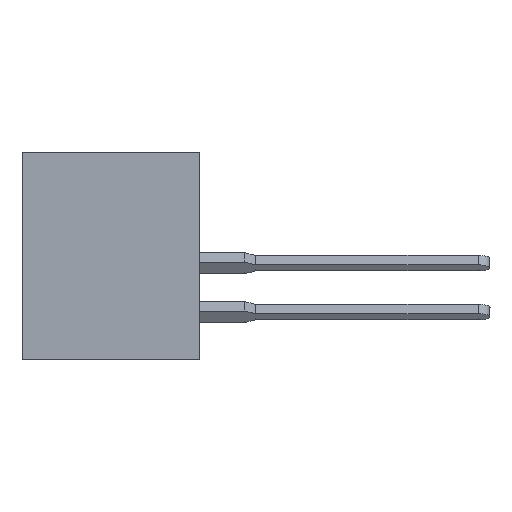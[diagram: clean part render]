
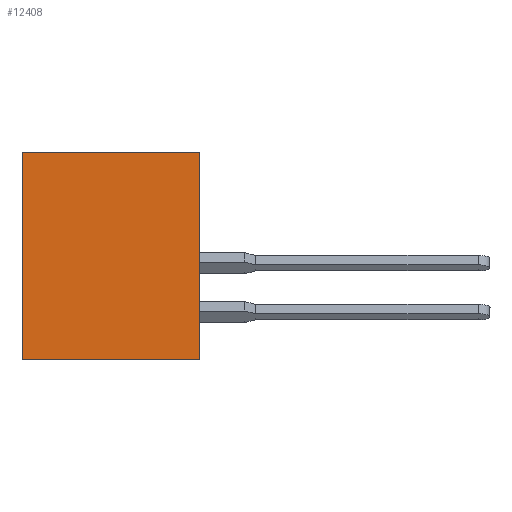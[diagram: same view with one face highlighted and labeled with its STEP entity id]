
A CAD part, left-side view. The second image highlights one B-rep face of the part: STEP entity #12408.
In plain terms, the highlighted planar face has unit normal (-1, 0, 0).
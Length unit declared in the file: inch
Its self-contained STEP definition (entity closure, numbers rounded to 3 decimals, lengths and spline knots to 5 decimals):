
#1052 = CARTESIAN_POINT ( 'NONE',  ( 0., 0.453, 0. ) ) ;
#1507 = DIRECTION ( 'NONE',  ( 0., -1., 0. ) ) ;
#2045 = VECTOR ( 'NONE', #16181, 39.37008 ) ;
#2693 = ORIENTED_EDGE ( 'NONE', *, *, #26205, .T. ) ;
#3625 = CARTESIAN_POINT ( 'NONE',  ( 0., 0.453, 0. ) ) ;
#3838 = CARTESIAN_POINT ( 'NONE',  ( 0., 0.453, -0.531 ) ) ;
#4137 = VECTOR ( 'NONE', #26987, 39.37008 ) ;
#4966 = LINE ( 'NONE', #3625, #2045 ) ;
#8501 = AXIS2_PLACEMENT_3D ( 'NONE', #22974, #18336, #12047 ) ;
#8622 = EDGE_CURVE ( 'NONE', #15448, #11734, #26154, .T. ) ;
#10061 = VECTOR ( 'NONE', #1507, 39.37008 ) ;
#10181 = DIRECTION ( 'NONE',  ( 0., 0., 1. ) ) ;
#10206 = FACE_OUTER_BOUND ( 'NONE', #11416, .T. ) ;
#10529 = CARTESIAN_POINT ( 'NONE',  ( 0., 0.453, 0. ) ) ;
#11153 = EDGE_CURVE ( 'NONE', #17860, #11734, #21291, .T. ) ;
#11416 = EDGE_LOOP ( 'NONE', ( #12609, #21377, #20932, #2693 ) ) ;
#11734 = VERTEX_POINT ( 'NONE', #22530 ) ;
#12047 = DIRECTION ( 'NONE',  ( 0., 0., -1. ) ) ;
#12408 = ADVANCED_FACE ( 'NONE', ( #10206 ), #16393, .F. ) ;
#12609 = ORIENTED_EDGE ( 'NONE', *, *, #8622, .T. ) ;
#13760 = CARTESIAN_POINT ( 'NONE',  ( 0., 0.453, -0.531 ) ) ;
#15448 = VERTEX_POINT ( 'NONE', #26285 ) ;
#16181 = DIRECTION ( 'NONE',  ( 0., 0., 1. ) ) ;
#16393 = PLANE ( 'NONE',  #8501 ) ;
#16535 = EDGE_CURVE ( 'NONE', #24792, #17860, #4966, .T. ) ;
#17860 = VERTEX_POINT ( 'NONE', #10529 ) ;
#18021 = CARTESIAN_POINT ( 'NONE',  ( 0., 0., 0. ) ) ;
#18336 = DIRECTION ( 'NONE',  ( 1., 0., 0. ) ) ;
#18470 = VECTOR ( 'NONE', #10181, 39.37008 ) ;
#20932 = ORIENTED_EDGE ( 'NONE', *, *, #16535, .F. ) ;
#21291 = LINE ( 'NONE', #1052, #10061 ) ;
#21377 = ORIENTED_EDGE ( 'NONE', *, *, #11153, .F. ) ;
#21670 = LINE ( 'NONE', #3838, #4137 ) ;
#22530 = CARTESIAN_POINT ( 'NONE',  ( 0., 0., 0. ) ) ;
#22974 = CARTESIAN_POINT ( 'NONE',  ( 0., 0.453, 0. ) ) ;
#24792 = VERTEX_POINT ( 'NONE', #13760 ) ;
#26154 = LINE ( 'NONE', #18021, #18470 ) ;
#26205 = EDGE_CURVE ( 'NONE', #24792, #15448, #21670, .T. ) ;
#26285 = CARTESIAN_POINT ( 'NONE',  ( 0., 0., -0.531 ) ) ;
#26987 = DIRECTION ( 'NONE',  ( 0., -1., 0. ) ) ;
